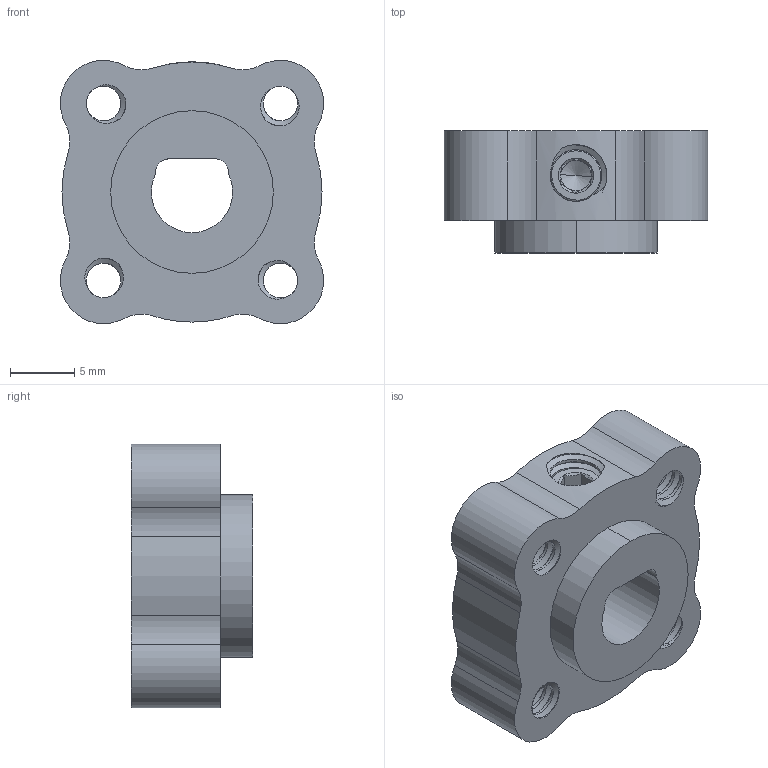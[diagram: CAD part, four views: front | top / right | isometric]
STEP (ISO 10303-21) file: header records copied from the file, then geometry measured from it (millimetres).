
FILE_DESCRIPTION (( 'STEP AP203' ), '1' );
FILE_NAME ('545579 assembly.STEP', '2016-10-04T13:46:24', ( '' ), ( '' ), 'SwSTEP 2.0', 'SolidWorks 2014', '' );
FILE_SCHEMA (( 'CONFIG_CONTROL_DESIGN' ));
Length unit declared in the file: inch
Products named in the file (3): 632138_91375A438; 545579; 545579 assembly
Assembly tree (2 placements, depth 2):
  545579 assembly
    545579
    632138_91375A438
Bounding box: 20.57 x 9.53 x 20.57 mm (x, y, z)
Volume: 2536.1 mm3; surface area: 2234.6 mm2
Topology: 2 solids, 2 shells, 290 faces, 840 edges, 551 vertices
Faces by surface type: cylinder 242, plane 18, cone 16, bspline 14
Entity records: 18797 total; most frequent: CARTESIAN_POINT 12205, ORIENTED_EDGE 1672, DIRECTION 1013, EDGE_CURVE 836, VERTEX_POINT 551, AXIS2_PLACEMENT_3D 375, EDGE_LOOP 303, FACE_OUTER_BOUND 290
